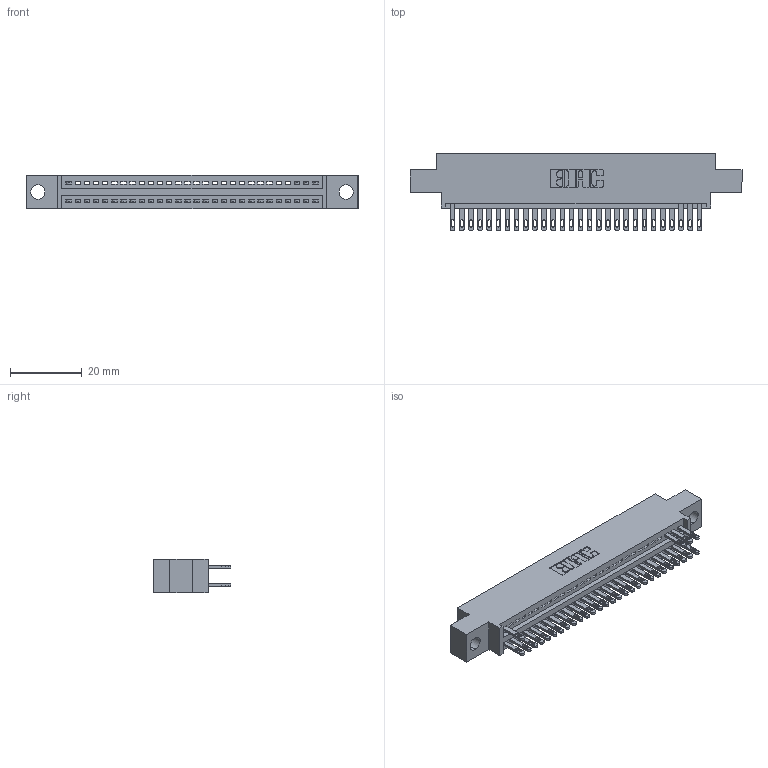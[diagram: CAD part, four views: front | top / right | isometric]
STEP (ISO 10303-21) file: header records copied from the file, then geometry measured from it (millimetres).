
FILE_DESCRIPTION (( 'STEP AP203' ), '1' );
FILE_NAME ('345-056-500-804.STEP', '2018-09-24T06:41:09', ( '' ), ( '' ), 'SwSTEP 2.0', 'SolidWorks 2016', '' );
FILE_SCHEMA (( 'CONFIG_CONTROL_DESIGN' ));
Length unit declared in the file: inch
Products named in the file (3): 345 Part_0.170 Offset - 0.156 Dia-TH; 345-292-001_345-293-100; 345-056-500-804
Assembly tree (33 placements, depth 2):
  345-056-500-804
    345 Part_0.170 Offset - 0.156 Dia-TH
    345-292-001_345-293-100  x32
Bounding box: 92.33 x 21.51 x 9.4 mm (x, y, z)
Volume: 8519.2 mm3; surface area: 11381.4 mm2
Topology: 33 solids, 33 shells, 1794 faces, 5513 edges, 3674 vertices
Faces by surface type: plane 1116, cylinder 678
Entity records: 23151 total; most frequent: CARTESIAN_POINT 4000, ORIENTED_EDGE 3958, DIRECTION 3519, EDGE_CURVE 1979, LINE 1731, VECTOR 1731, VERTEX_POINT 1318, AXIS2_PLACEMENT_3D 894
